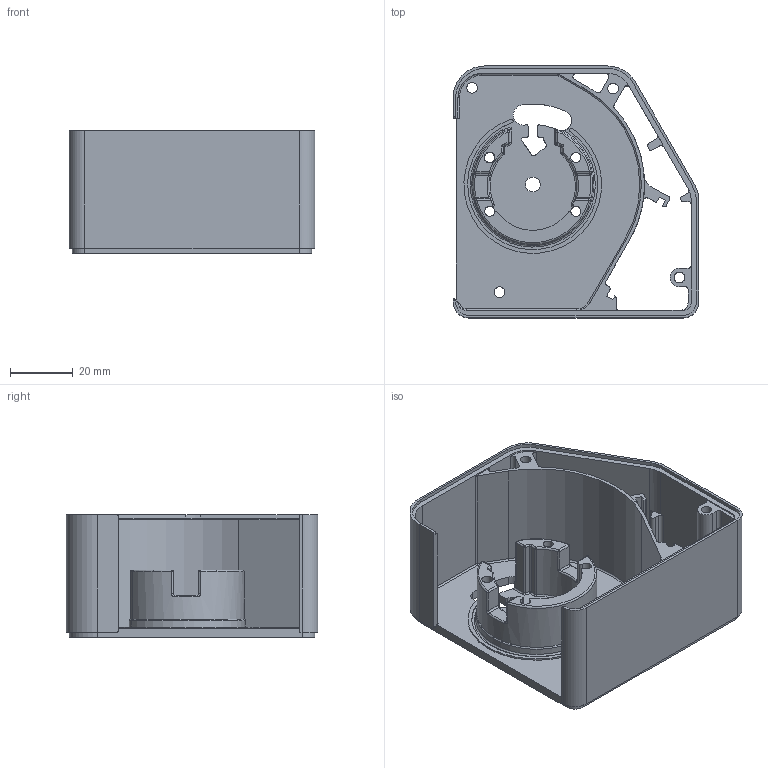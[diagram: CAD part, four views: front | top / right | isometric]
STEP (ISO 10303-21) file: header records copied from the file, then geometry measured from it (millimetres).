
FILE_DESCRIPTION(/* description */ ('STEP AP242','CAx-IF Rec.Pracs.---Representation and Presentation of Product Manufacturing Information (PMI)---4.0---2014-10-13','CAx-IF Rec.Pracs.---3D Tessellated Geometry---0.4---2014-09-14','2;1'),/* implementation_level */ '2;1');
FILE_NAME(/* name */ 'Split Flap Module - Enclosure',/* time_stamp */ '2025-02-16T18:00:14Z',/* author */ (''),/* organization */ (''),/* preprocessor_version */ 'ST-DEVELOPER v20',/* originating_system */ 'ONSHAPE BY PTC INC, 1.193',/* authorisation */ ' ');
FILE_SCHEMA (('AP242_MANAGED_MODEL_BASED_3D_ENGINEERING_MIM_LF { 1 0 10303 442 1 1 4 }'));
Length unit declared in the file: metre
Products named in the file (1): Enclosure
Bounding box: 78 x 80 x 39.05 mm (x, y, z)
Volume: 44603.7 mm3; surface area: 39179.7 mm2
Topology: 1 solids, 1 shells, 395 faces, 1093 edges, 689 vertices
Faces by surface type: plane 179, cylinder 153, torus 36, sphere 14, bspline 9, cone 4
Full cylindrical faces by diameter (mm): 3.2 x4, 3.4 x5, 4.73 x1
Entity records: 12561 total; most frequent: CARTESIAN_POINT 2386, DIRECTION 2176, ORIENTED_EDGE 2116, EDGE_CURVE 1058, AXIS2_PLACEMENT_3D 771, VERTEX_POINT 682, LINE 634, VECTOR 634
